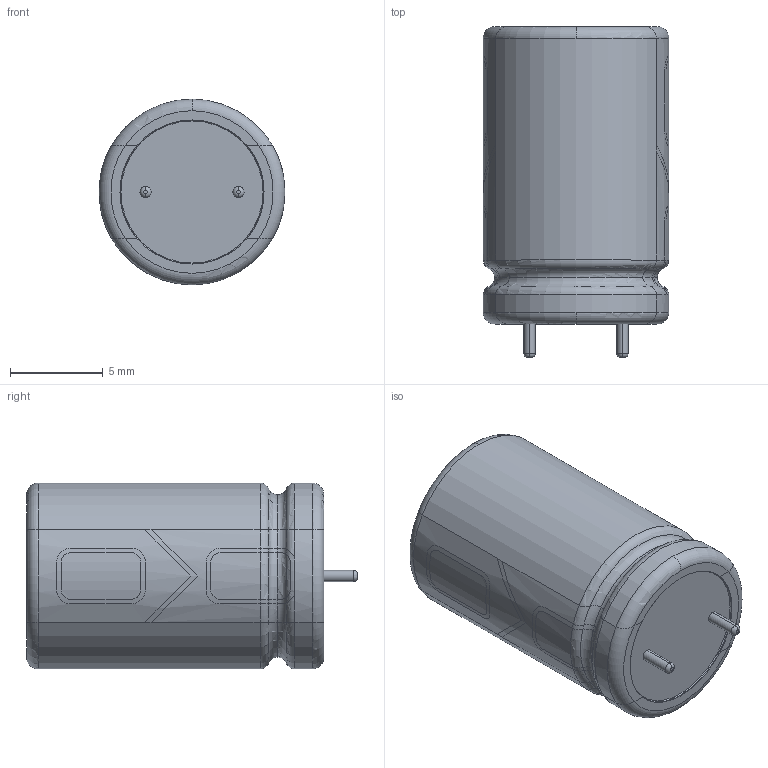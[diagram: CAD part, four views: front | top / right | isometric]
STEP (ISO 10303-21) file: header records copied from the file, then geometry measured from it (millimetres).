
FILE_DESCRIPTION (( 'STEP AP214' ), '1' );
FILE_NAME ('EC 10x16 P5 D0.6.STEP', '2019-11-06T23:10:44', ( '' ), ( '' ), 'SwSTEP 2.0', 'SolidWorks 2019', '' );
FILE_SCHEMA (( 'AUTOMOTIVE_DESIGN' ));
Length unit declared in the file: millimetre
Products named in the file (1): EC 10x16 P5 D0.6
Bounding box: 10 x 17.8 x 10 mm (x, y, z)
Volume: 1226.9 mm3; surface area: 664.7 mm2
Topology: 1 solids, 1 shells, 140 faces, 357 edges, 225 vertices
Faces by surface type: torus 69, cylinder 51, plane 16, cone 4
Entity records: 6284 total; most frequent: CARTESIAN_POINT 1541, ORIENTED_EDGE 714, DIRECTION 677, EDGE_CURVE 357, AXIS2_PLACEMENT_3D 299, VERTEX_POINT 225, CIRCLE 158, EDGE_LOOP 146
